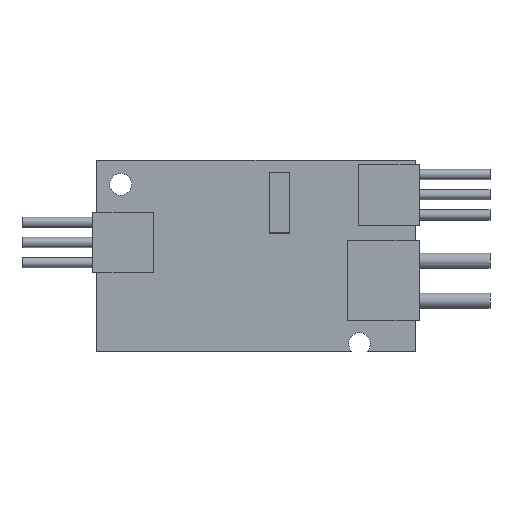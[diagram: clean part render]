
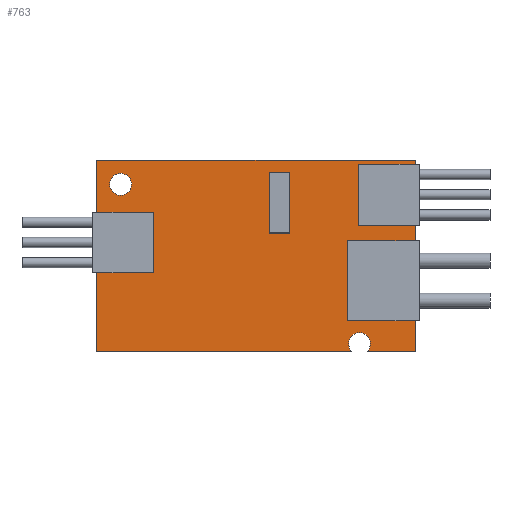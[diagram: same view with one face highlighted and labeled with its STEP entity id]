
A CAD part, top view. The second image highlights one B-rep face of the part: STEP entity #763.
In plain terms, the highlighted planar face has unit normal (0, 0, 1).
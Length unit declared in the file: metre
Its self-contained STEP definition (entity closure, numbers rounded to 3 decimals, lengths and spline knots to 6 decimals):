
#61=CIRCLE('',#1066,0.001375);
#62=CIRCLE('',#1067,0.001375);
#81=ORIENTED_EDGE('',*,*,#273,.F.);
#82=ORIENTED_EDGE('',*,*,#274,.T.);
#83=ORIENTED_EDGE('',*,*,#275,.T.);
#84=ORIENTED_EDGE('',*,*,#276,.T.);
#85=ORIENTED_EDGE('',*,*,#277,.F.);
#86=ORIENTED_EDGE('',*,*,#278,.F.);
#87=ORIENTED_EDGE('',*,*,#279,.F.);
#88=ORIENTED_EDGE('',*,*,#280,.F.);
#89=ORIENTED_EDGE('',*,*,#281,.F.);
#90=ORIENTED_EDGE('',*,*,#282,.F.);
#91=ORIENTED_EDGE('',*,*,#283,.T.);
#92=ORIENTED_EDGE('',*,*,#284,.F.);
#93=ORIENTED_EDGE('',*,*,#285,.F.);
#94=ORIENTED_EDGE('',*,*,#286,.F.);
#95=ORIENTED_EDGE('',*,*,#287,.T.);
#96=ORIENTED_EDGE('',*,*,#288,.F.);
#97=ORIENTED_EDGE('',*,*,#289,.T.);
#98=ORIENTED_EDGE('',*,*,#290,.T.);
#99=ORIENTED_EDGE('',*,*,#291,.F.);
#100=ORIENTED_EDGE('',*,*,#292,.F.);
#101=ORIENTED_EDGE('',*,*,#293,.T.);
#102=ORIENTED_EDGE('',*,*,#294,.T.);
#103=ORIENTED_EDGE('',*,*,#295,.F.);
#273=EDGE_CURVE('',#369,#370,#437,.T.);
#274=EDGE_CURVE('',#369,#371,#438,.T.);
#275=EDGE_CURVE('',#371,#372,#439,.T.);
#276=EDGE_CURVE('',#372,#373,#440,.T.);
#277=EDGE_CURVE('',#374,#373,#441,.T.);
#278=EDGE_CURVE('',#375,#374,#61,.T.);
#279=EDGE_CURVE('',#376,#375,#442,.T.);
#280=EDGE_CURVE('',#377,#376,#443,.T.);
#281=EDGE_CURVE('',#378,#377,#444,.T.);
#282=EDGE_CURVE('',#379,#378,#445,.T.);
#283=EDGE_CURVE('',#379,#380,#446,.T.);
#284=EDGE_CURVE('',#381,#380,#447,.T.);
#285=EDGE_CURVE('',#382,#381,#448,.T.);
#286=EDGE_CURVE('',#383,#382,#449,.T.);
#287=EDGE_CURVE('',#383,#384,#450,.T.);
#288=EDGE_CURVE('',#385,#384,#451,.T.);
#289=EDGE_CURVE('',#385,#386,#452,.T.);
#290=EDGE_CURVE('',#386,#370,#453,.T.);
#291=EDGE_CURVE('',#387,#387,#62,.T.);
#292=EDGE_CURVE('',#388,#389,#454,.T.);
#293=EDGE_CURVE('',#388,#390,#455,.T.);
#294=EDGE_CURVE('',#390,#391,#456,.T.);
#295=EDGE_CURVE('',#389,#391,#457,.T.);
#369=VERTEX_POINT('',#1350);
#370=VERTEX_POINT('',#1351);
#371=VERTEX_POINT('',#1353);
#372=VERTEX_POINT('',#1355);
#373=VERTEX_POINT('',#1357);
#374=VERTEX_POINT('',#1359);
#375=VERTEX_POINT('',#1361);
#376=VERTEX_POINT('',#1363);
#377=VERTEX_POINT('',#1365);
#378=VERTEX_POINT('',#1367);
#379=VERTEX_POINT('',#1369);
#380=VERTEX_POINT('',#1371);
#381=VERTEX_POINT('',#1373);
#382=VERTEX_POINT('',#1375);
#383=VERTEX_POINT('',#1377);
#384=VERTEX_POINT('',#1379);
#385=VERTEX_POINT('',#1381);
#386=VERTEX_POINT('',#1383);
#387=VERTEX_POINT('',#1386);
#388=VERTEX_POINT('',#1388);
#389=VERTEX_POINT('',#1389);
#390=VERTEX_POINT('',#1391);
#391=VERTEX_POINT('',#1393);
#437=LINE('',#1349,#513);
#438=LINE('',#1352,#514);
#439=LINE('',#1354,#515);
#440=LINE('',#1356,#516);
#441=LINE('',#1358,#517);
#442=LINE('',#1362,#518);
#443=LINE('',#1364,#519);
#444=LINE('',#1366,#520);
#445=LINE('',#1368,#521);
#446=LINE('',#1370,#522);
#447=LINE('',#1372,#523);
#448=LINE('',#1374,#524);
#449=LINE('',#1376,#525);
#450=LINE('',#1378,#526);
#451=LINE('',#1380,#527);
#452=LINE('',#1382,#528);
#453=LINE('',#1384,#529);
#454=LINE('',#1387,#530);
#455=LINE('',#1390,#531);
#456=LINE('',#1392,#532);
#457=LINE('',#1394,#533);
#513=VECTOR('',#1137,1.);
#514=VECTOR('',#1138,1.);
#515=VECTOR('',#1139,1.);
#516=VECTOR('',#1140,1.);
#517=VECTOR('',#1141,1.);
#518=VECTOR('',#1144,1.);
#519=VECTOR('',#1145,1.);
#520=VECTOR('',#1146,1.);
#521=VECTOR('',#1147,1.);
#522=VECTOR('',#1148,1.);
#523=VECTOR('',#1149,1.);
#524=VECTOR('',#1150,1.);
#525=VECTOR('',#1151,1.);
#526=VECTOR('',#1152,1.);
#527=VECTOR('',#1153,1.);
#528=VECTOR('',#1154,1.);
#529=VECTOR('',#1155,1.);
#530=VECTOR('',#1158,1.);
#531=VECTOR('',#1159,1.);
#532=VECTOR('',#1160,1.);
#533=VECTOR('',#1161,1.);
#589=EDGE_LOOP('',(#81,#82,#83,#84,#85,#86,#87,#88,#89,#90,#91,#92,#93,
#94,#95,#96,#97,#98));
#590=EDGE_LOOP('',(#99));
#591=EDGE_LOOP('',(#100,#101,#102,#103));
#657=FACE_BOUND('',#589,.T.);
#658=FACE_BOUND('',#590,.T.);
#659=FACE_BOUND('',#591,.T.);
#725=PLANE('',#1065);
#763=ADVANCED_FACE('',(#657,#658,#659),#725,.T.);
#1065=AXIS2_PLACEMENT_3D('',#1348,#1135,#1136);
#1066=AXIS2_PLACEMENT_3D('',#1360,#1142,#1143);
#1067=AXIS2_PLACEMENT_3D('',#1385,#1156,#1157);
#1135=DIRECTION('',(0.,0.,1.));
#1136=DIRECTION('',(1.,0.,0.));
#1137=DIRECTION('',(-1.,0.,0.));
#1138=DIRECTION('',(0.,-1.,0.));
#1139=DIRECTION('',(-1.,0.,0.));
#1140=DIRECTION('',(0.,-1.,0.));
#1141=DIRECTION('',(-1.,0.,0.));
#1142=DIRECTION('',(0.,0.,1.));
#1143=DIRECTION('',(1.,0.,0.));
#1144=DIRECTION('',(-1.,0.,0.));
#1145=DIRECTION('',(0.,-1.,0.));
#1146=DIRECTION('',(1.,0.,0.));
#1147=DIRECTION('',(0.,-1.,0.));
#1148=DIRECTION('',(1.,0.,0.));
#1149=DIRECTION('',(0.,-1.,0.));
#1150=DIRECTION('',(1.,0.,0.));
#1151=DIRECTION('',(0.,-1.,0.));
#1152=DIRECTION('',(1.,0.,0.));
#1153=DIRECTION('',(0.,-1.,0.));
#1154=DIRECTION('',(-1.,0.,0.));
#1155=DIRECTION('',(0.,-1.,0.));
#1156=DIRECTION('',(0.,0.,1.));
#1157=DIRECTION('',(1.,0.,0.));
#1158=DIRECTION('',(-1.,0.,0.));
#1159=DIRECTION('',(0.,-1.,0.));
#1160=DIRECTION('',(-1.,0.,0.));
#1161=DIRECTION('',(0.,-1.,0.));
#1348=CARTESIAN_POINT('',(0.,-0.000187,0.002));
#1349=CARTESIAN_POINT('',(-0.01288,0.0055,0.002));
#1350=CARTESIAN_POINT('',(-0.01288,0.0055,0.002));
#1351=CARTESIAN_POINT('',(-0.02,0.0055,0.002));
#1352=CARTESIAN_POINT('',(-0.01288,0.,0.002));
#1353=CARTESIAN_POINT('',(-0.01288,-0.00212,0.002));
#1354=CARTESIAN_POINT('',(-0.01288,-0.00212,0.002));
#1355=CARTESIAN_POINT('',(-0.02,-0.00212,0.002));
#1356=CARTESIAN_POINT('',(-0.02,0.,0.002));
#1357=CARTESIAN_POINT('',(-0.02,-0.012,0.002));
#1358=CARTESIAN_POINT('',(-0.003972,-0.012,0.002));
#1359=CARTESIAN_POINT('',(0.012056,-0.012,0.002));
#1360=CARTESIAN_POINT('',(0.013,-0.011,0.002));
#1361=CARTESIAN_POINT('',(0.013944,-0.012,0.002));
#1362=CARTESIAN_POINT('',(0.016972,-0.012,0.002));
#1363=CARTESIAN_POINT('',(0.02,-0.012,0.002));
#1364=CARTESIAN_POINT('',(0.02,0.,0.002));
#1365=CARTESIAN_POINT('',(0.02,-0.00812,0.002));
#1366=CARTESIAN_POINT('',(0.0115,-0.00812,0.002));
#1367=CARTESIAN_POINT('',(0.0115,-0.00812,0.002));
#1368=CARTESIAN_POINT('',(0.0115,0.,0.002));
#1369=CARTESIAN_POINT('',(0.0115,0.00188,0.002));
#1370=CARTESIAN_POINT('',(0.0115,0.00188,0.002));
#1371=CARTESIAN_POINT('',(0.02,0.00188,0.002));
#1372=CARTESIAN_POINT('',(0.02,0.,0.002));
#1373=CARTESIAN_POINT('',(0.02,0.00388,0.002));
#1374=CARTESIAN_POINT('',(0.01288,0.00388,0.002));
#1375=CARTESIAN_POINT('',(0.01288,0.00388,0.002));
#1376=CARTESIAN_POINT('',(0.01288,0.,0.002));
#1377=CARTESIAN_POINT('',(0.01288,0.0115,0.002));
#1378=CARTESIAN_POINT('',(0.01288,0.0115,0.002));
#1379=CARTESIAN_POINT('',(0.02,0.0115,0.002));
#1380=CARTESIAN_POINT('',(0.02,0.,0.002));
#1381=CARTESIAN_POINT('',(0.02,0.012,0.002));
#1382=CARTESIAN_POINT('',(0.,0.012,0.002));
#1383=CARTESIAN_POINT('',(-0.02,0.012,0.002));
#1384=CARTESIAN_POINT('',(-0.02,0.,0.002));
#1385=CARTESIAN_POINT('',(-0.017,0.009,0.002));
#1386=CARTESIAN_POINT('',(-0.015625,0.009,0.002));
#1387=CARTESIAN_POINT('',(0.003,0.0105,0.002));
#1388=CARTESIAN_POINT('',(0.00427,0.0105,0.002));
#1389=CARTESIAN_POINT('',(0.00173,0.0105,0.002));
#1390=CARTESIAN_POINT('',(0.00427,0.00669,0.002));
#1391=CARTESIAN_POINT('',(0.00427,0.00288,0.002));
#1392=CARTESIAN_POINT('',(0.003,0.00288,0.002));
#1393=CARTESIAN_POINT('',(0.00173,0.00288,0.002));
#1394=CARTESIAN_POINT('',(0.00173,0.00669,0.002));
